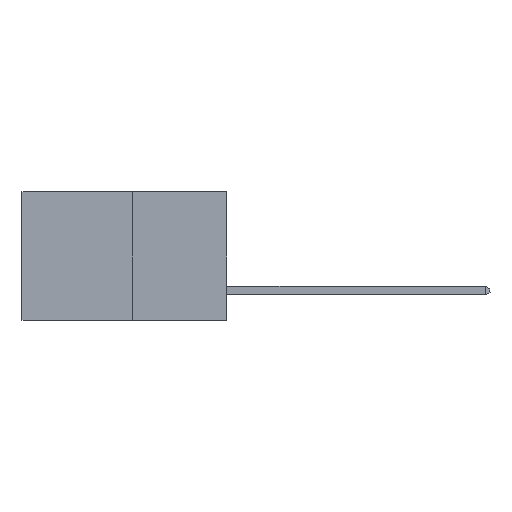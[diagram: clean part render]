
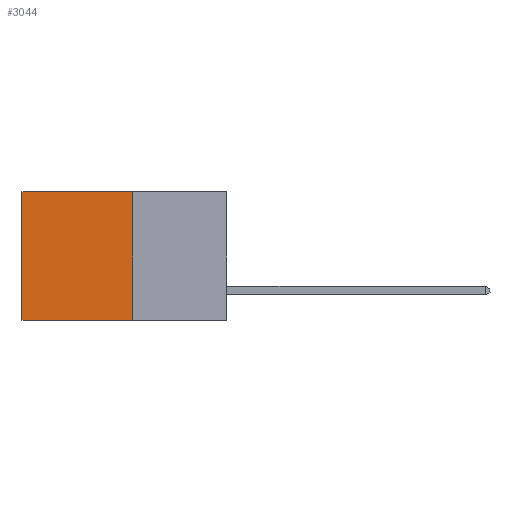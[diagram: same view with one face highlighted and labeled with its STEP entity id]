
A CAD part, left-side view. The second image highlights one B-rep face of the part: STEP entity #3044.
In plain terms, the highlighted planar face has unit normal (-1, 0, 0).
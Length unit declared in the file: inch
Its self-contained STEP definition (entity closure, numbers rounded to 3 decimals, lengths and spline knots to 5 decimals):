
#116 = ORIENTED_EDGE ( 'NONE', *, *, #6868, .T. ) ;
#130 = CARTESIAN_POINT ( 'NONE',  ( 0.277, 0.27, 0. ) ) ;
#507 = ORIENTED_EDGE ( 'NONE', *, *, #1651, .F. ) ;
#1011 = DIRECTION ( 'NONE',  ( 0., 0., -1. ) ) ;
#1345 = VECTOR ( 'NONE', #1011, 39.37008 ) ;
#1490 = ORIENTED_EDGE ( 'NONE', *, *, #5000, .T. ) ;
#1587 = LINE ( 'NONE', #8806, #1345 ) ;
#1651 = EDGE_CURVE ( 'NONE', #2482, #3286, #1587, .T. ) ;
#1892 = FACE_OUTER_BOUND ( 'NONE', #6020, .T. ) ;
#2302 = VECTOR ( 'NONE', #5022, 39.37008 ) ;
#2385 = VERTEX_POINT ( 'NONE', #6952 ) ;
#2482 = VERTEX_POINT ( 'NONE', #130 ) ;
#2536 = LINE ( 'NONE', #7744, #2302 ) ;
#3044 = ADVANCED_FACE ( 'NONE', ( #1892 ), #8831, .F. ) ;
#3272 = VERTEX_POINT ( 'NONE', #4096 ) ;
#3286 = VERTEX_POINT ( 'NONE', #8221 ) ;
#3321 = AXIS2_PLACEMENT_3D ( 'NONE', #5185, #6207, #5864 ) ;
#3560 = DIRECTION ( 'NONE',  ( 0., 1., 0. ) ) ;
#3574 = VECTOR ( 'NONE', #3560, 39.37008 ) ;
#3799 = LINE ( 'NONE', #4862, #3574 ) ;
#4096 = CARTESIAN_POINT ( 'NONE',  ( 0.277, 0.59, -0.37 ) ) ;
#4862 = CARTESIAN_POINT ( 'NONE',  ( 0.277, 0.27, -0.37 ) ) ;
#5000 = EDGE_CURVE ( 'NONE', #2482, #2385, #2536, .T. ) ;
#5022 = DIRECTION ( 'NONE',  ( 0., 1., 0. ) ) ;
#5158 = DIRECTION ( 'NONE',  ( 0., 0., -1. ) ) ;
#5185 = CARTESIAN_POINT ( 'NONE',  ( 0.277, 0.27, -0.37 ) ) ;
#5485 = CARTESIAN_POINT ( 'NONE',  ( 0.277, 0.59, -0.37 ) ) ;
#5825 = ORIENTED_EDGE ( 'NONE', *, *, #7026, .F. ) ;
#5864 = DIRECTION ( 'NONE',  ( 0., 0., -1. ) ) ;
#6020 = EDGE_LOOP ( 'NONE', ( #116, #5825, #507, #1490 ) ) ;
#6207 = DIRECTION ( 'NONE',  ( 1., 0., 0. ) ) ;
#6868 = EDGE_CURVE ( 'NONE', #2385, #3272, #8956, .T. ) ;
#6952 = CARTESIAN_POINT ( 'NONE',  ( 0.277, 0.59, 0. ) ) ;
#7026 = EDGE_CURVE ( 'NONE', #3286, #3272, #3799, .T. ) ;
#7744 = CARTESIAN_POINT ( 'NONE',  ( 0.277, 0.27, 0. ) ) ;
#8221 = CARTESIAN_POINT ( 'NONE',  ( 0.277, 0.27, -0.37 ) ) ;
#8737 = VECTOR ( 'NONE', #5158, 39.37008 ) ;
#8806 = CARTESIAN_POINT ( 'NONE',  ( 0.277, 0.27, -0.37 ) ) ;
#8831 = PLANE ( 'NONE',  #3321 ) ;
#8956 = LINE ( 'NONE', #5485, #8737 ) ;
